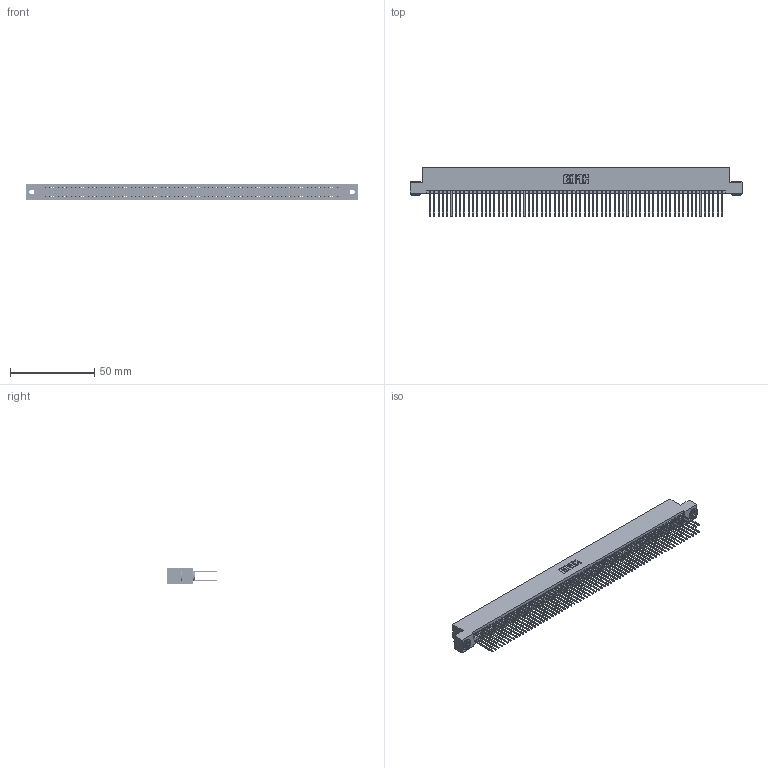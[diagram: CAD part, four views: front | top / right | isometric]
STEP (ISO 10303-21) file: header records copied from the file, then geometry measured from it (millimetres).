
FILE_DESCRIPTION (( 'STEP AP203' ), '1' );
FILE_NAME ('345-138-540-203.STEP', '2019-11-08T15:02:47', ( '' ), ( '' ), 'SwSTEP 2.0', 'SolidWorks 2016', '' );
FILE_SCHEMA (( 'CONFIG_CONTROL_DESIGN' ));
Length unit declared in the file: inch
Products named in the file (4): 345-250-002_345-250-002-102; 345-138-540-203; 345 Part_Flush Mounting Lugs - 0.156 Dia-TH; 345-292-001_345-293-140
Assembly tree (141 placements, depth 2):
  345-138-540-203
    345 Part_Flush Mounting Lugs - 0.156 Dia-TH
    345-292-001_345-293-140  x138
    345-250-002_345-250-002-102  x2
Bounding box: 196.47 x 29.13 x 9.4 mm (x, y, z)
Volume: 19878.4 mm3; surface area: 32538.5 mm2
Topology: 141 solids, 141 shells, 7064 faces, 20979 edges, 13798 vertices
Faces by surface type: plane 4644, cylinder 2412, cone 8
Entity records: 51172 total; most frequent: CARTESIAN_POINT 8527, ORIENTED_EDGE 8454, DIRECTION 7517, EDGE_CURVE 4227, LINE 3795, VECTOR 3795, VERTEX_POINT 2814, AXIS2_PLACEMENT_3D 1861
